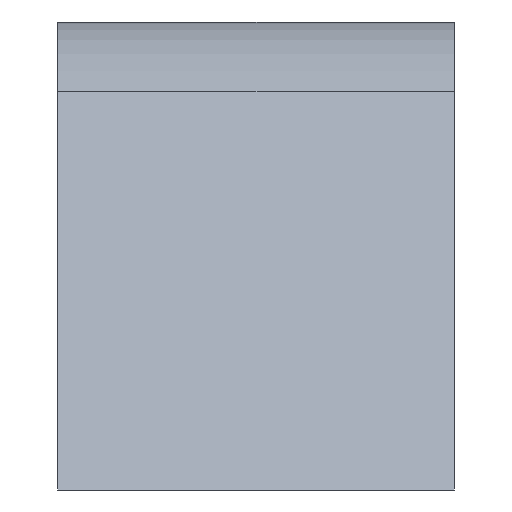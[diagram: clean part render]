
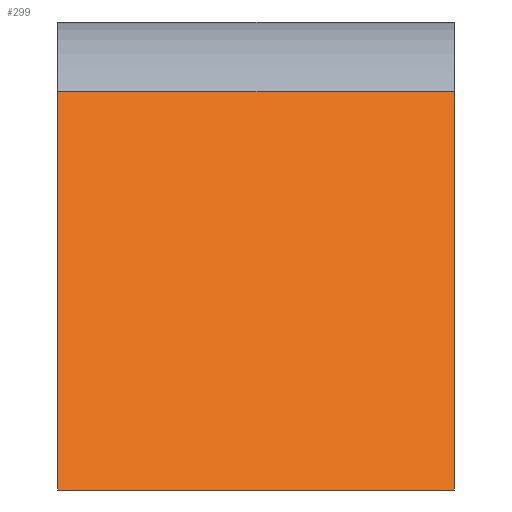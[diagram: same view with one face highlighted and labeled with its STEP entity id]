
A CAD part, left-side view. The second image highlights one B-rep face of the part: STEP entity #299.
In plain terms, the highlighted planar face has unit normal (-0.832, 0, 0.555).
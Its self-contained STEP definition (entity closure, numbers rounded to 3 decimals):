
#21=PLANE('',#333);
#32=FACE_OUTER_BOUND('',#49,.T.);
#49=EDGE_LOOP('',(#229,#230,#231,#232));
#75=LINE('',#475,#103);
#77=LINE('',#483,#105);
#79=LINE('',#489,#107);
#80=LINE('',#490,#108);
#103=VECTOR('',#378,10.);
#105=VECTOR('',#386,10.);
#107=VECTOR('',#392,10.);
#108=VECTOR('',#393,10.);
#146=VERTEX_POINT('',#472);
#147=VERTEX_POINT('',#474);
#150=VERTEX_POINT('',#482);
#152=VERTEX_POINT('',#488);
#176=EDGE_CURVE('',#146,#147,#75,.T.);
#180=EDGE_CURVE('',#147,#150,#77,.T.);
#183=EDGE_CURVE('',#152,#146,#79,.T.);
#184=EDGE_CURVE('',#150,#152,#80,.T.);
#229=ORIENTED_EDGE('',*,*,#180,.F.);
#230=ORIENTED_EDGE('',*,*,#176,.F.);
#231=ORIENTED_EDGE('',*,*,#183,.F.);
#232=ORIENTED_EDGE('',*,*,#184,.F.);
#299=ADVANCED_FACE('',(#32),#21,.T.);
#333=AXIS2_PLACEMENT_3D('',#487,#390,#391);
#378=DIRECTION('',(0.555,0.,0.832));
#386=DIRECTION('',(0.,-1.,0.));
#390=DIRECTION('center_axis',(-0.832,0.,0.555));
#391=DIRECTION('ref_axis',(0.555,0.,0.832));
#392=DIRECTION('',(0.,1.,0.));
#393=DIRECTION('',(-0.555,0.,-0.832));
#472=CARTESIAN_POINT('',(-28.,12.7,-15.));
#474=CARTESIAN_POINT('',(-19.484,12.7,-2.226));
#475=CARTESIAN_POINT('',(-18.,12.7,0.));
#482=CARTESIAN_POINT('',(-19.484,0.,-2.226));
#483=CARTESIAN_POINT('',(-19.484,0.,-2.226));
#487=CARTESIAN_POINT('Origin',(-28.,0.,-15.));
#488=CARTESIAN_POINT('',(-28.,0.,-15.));
#489=CARTESIAN_POINT('',(-28.,0.,-15.));
#490=CARTESIAN_POINT('',(-18.,0.,0.));
